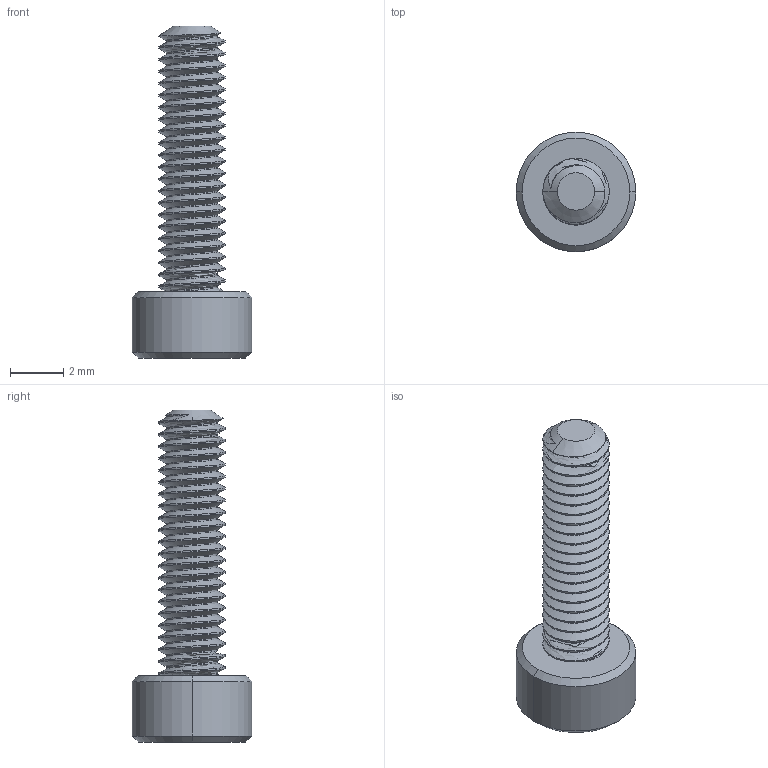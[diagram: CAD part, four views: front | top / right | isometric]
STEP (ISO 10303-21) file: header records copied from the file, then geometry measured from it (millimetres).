
FILE_DESCRIPTION (( 'STEP AP203' ), '1' );
FILE_NAME ('SOCKET HEAD CAP SCREW M2.5 x 0.54 mm Thread 10 mm Long.STEP', '2017-03-06T13:50:29', ( 'itdept' ), ( '' ), 'SwSTEP 2.0', 'SolidWorks 2016', '' );
FILE_SCHEMA (( 'CONFIG_CONTROL_DESIGN' ));
Length unit declared in the file: millimetre
Products named in the file (1): SOCKET HEAD CAP SCREW M2.5 x 0.54 mm Thread 10 mm Long
Bounding box: 4.5 x 4.5 x 12.5 mm (x, y, z)
Volume: 72.1 mm3; surface area: 191.8 mm2
Topology: 1 solids, 1 shells, 115 faces, 316 edges, 205 vertices
Faces by surface type: cylinder 90, cone 13, plane 10, bspline 2
Entity records: 5784 total; most frequent: CARTESIAN_POINT 3325, ORIENTED_EDGE 632, DIRECTION 379, EDGE_CURVE 316, VERTEX_POINT 205, AXIS2_PLACEMENT_3D 136, EDGE_LOOP 117, FACE_OUTER_BOUND 115
